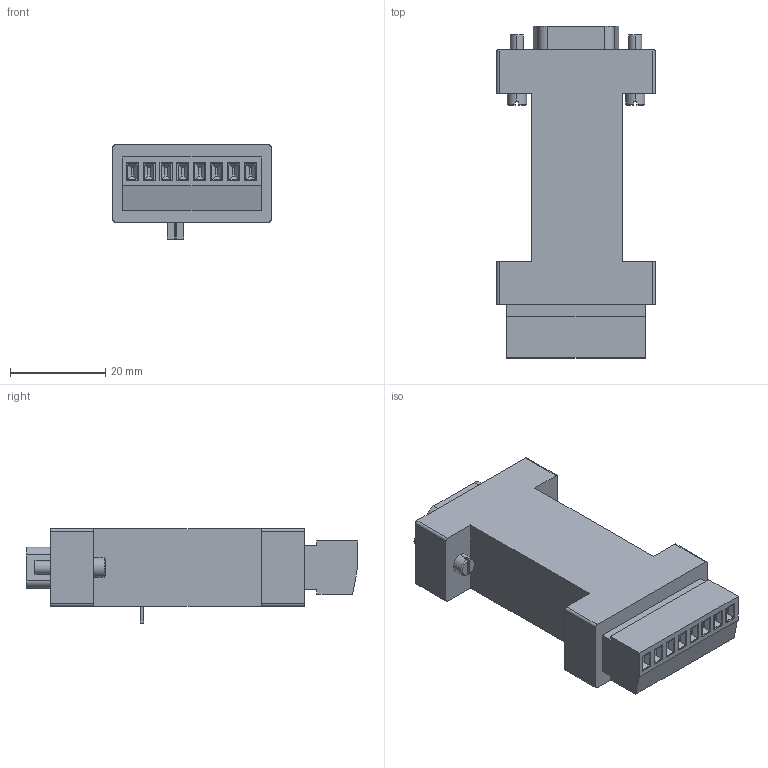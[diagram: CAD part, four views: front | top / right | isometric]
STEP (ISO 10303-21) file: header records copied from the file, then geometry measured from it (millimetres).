
FILE_DESCRIPTION (( 'STEP AP214' ), '1' );
FILE_NAME ('ZL-CMA15L.STEP', '2024-08-20T02:07:04', ( '' ), ( '' ), 'SwSTEP 2.0', 'SolidWorks 2021', '' );
FILE_SCHEMA (( 'AUTOMOTIVE_DESIGN' ));
Length unit declared in the file: inch
Products named in the file (1): ZL-CMA15L
Bounding box: 33.27 x 69.82 x 19.81 mm (x, y, z)
Volume: 24937.6 mm3; surface area: 7567.6 mm2
Topology: 1 solids, 1 shells, 348 faces, 838 edges, 548 vertices
Faces by surface type: plane 274, cylinder 70, cone 4
Entity records: 10098 total; most frequent: CARTESIAN_POINT 1759, DIRECTION 1712, ORIENTED_EDGE 1676, EDGE_CURVE 838, LINE 646, VECTOR 646, VERTEX_POINT 548, AXIS2_PLACEMENT_3D 533
